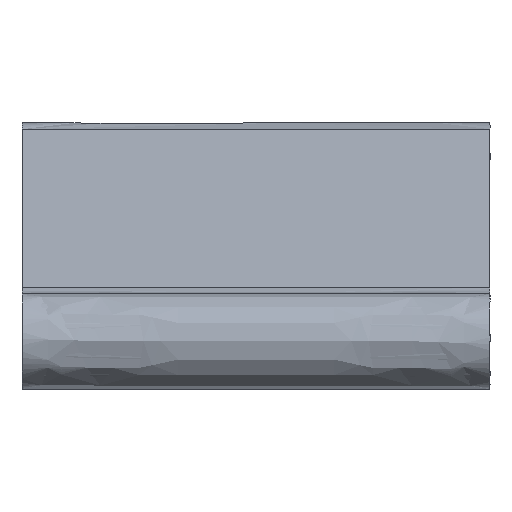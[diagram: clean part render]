
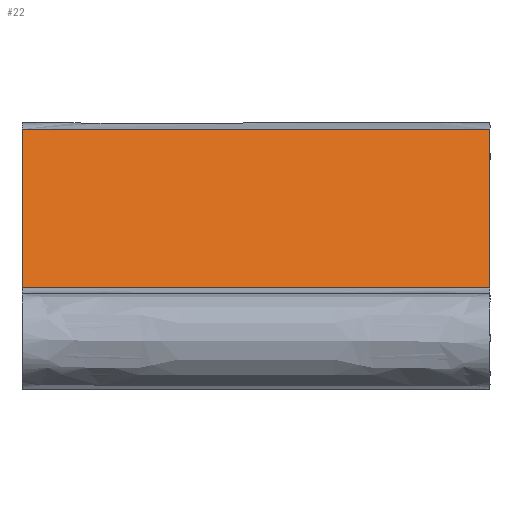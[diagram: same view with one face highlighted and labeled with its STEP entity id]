
A CAD part, front view. The second image highlights one B-rep face of the part: STEP entity #22.
In plain terms, the highlighted free-form (B-spline) face has degree [2, 3] with [3, 4] control points.
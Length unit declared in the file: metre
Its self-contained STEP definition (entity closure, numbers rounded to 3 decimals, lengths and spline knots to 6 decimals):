
#22=ADVANCED_FACE('',(#68),#576,.T.);
#68=FACE_OUTER_BOUND('',#114,.T.);
#114=EDGE_LOOP('',(#181,#182,#183,#184));
#181=ORIENTED_EDGE('',*,*,#355,.T.);
#182=ORIENTED_EDGE('',*,*,#356,.T.);
#183=ORIENTED_EDGE('',*,*,#352,.F.);
#184=ORIENTED_EDGE('',*,*,#354,.T.);
#352=EDGE_CURVE('',#531,#532,#444,.T.);
#354=EDGE_CURVE('',#531,#533,#446,.T.);
#355=EDGE_CURVE('',#533,#534,#447,.T.);
#356=EDGE_CURVE('',#534,#532,#448,.T.);
#444=(
BOUNDED_CURVE()
B_SPLINE_CURVE(3,(#1269,#1270,#1271,#1272),.UNSPECIFIED.,.F.,.F.)
B_SPLINE_CURVE_WITH_KNOTS((4,4),(0.,254.000026),.UNSPECIFIED.)
CURVE()
GEOMETRIC_REPRESENTATION_ITEM()
RATIONAL_B_SPLINE_CURVE((1.,1.,1.,1.))
REPRESENTATION_ITEM('')
);
#446=(
BOUNDED_CURVE()
B_SPLINE_CURVE(2,(#1278,#1279,#1280),.UNSPECIFIED.,.F.,.F.)
B_SPLINE_CURVE_WITH_KNOTS((3,3),(2135.449093,2244.438404),
 .UNSPECIFIED.)
CURVE()
GEOMETRIC_REPRESENTATION_ITEM()
RATIONAL_B_SPLINE_CURVE((1.,1.,1.))
REPRESENTATION_ITEM('')
);
#447=(
BOUNDED_CURVE()
B_SPLINE_CURVE(3,(#1281,#1282,#1283,#1284),.UNSPECIFIED.,.F.,.F.)
B_SPLINE_CURVE_WITH_KNOTS((4,4),(0.,254.000026),.UNSPECIFIED.)
CURVE()
GEOMETRIC_REPRESENTATION_ITEM()
RATIONAL_B_SPLINE_CURVE((1.,1.,1.,1.))
REPRESENTATION_ITEM('')
);
#448=(
BOUNDED_CURVE()
B_SPLINE_CURVE(2,(#1285,#1286,#1287),.UNSPECIFIED.,.F.,.F.)
B_SPLINE_CURVE_WITH_KNOTS((3,3),(-2244.438404,-2135.449093),
 .UNSPECIFIED.)
CURVE()
GEOMETRIC_REPRESENTATION_ITEM()
RATIONAL_B_SPLINE_CURVE((1.,1.,1.))
REPRESENTATION_ITEM('')
);
#531=VERTEX_POINT('',#1183);
#532=VERTEX_POINT('',#1184);
#533=VERTEX_POINT('',#1185);
#534=VERTEX_POINT('',#1186);
#576=(
BOUNDED_SURFACE()
B_SPLINE_SURFACE(2,3,((#713,#714,#715,#716),(#717,#718,#719,#720),(#721,
#722,#723,#724)),.UNSPECIFIED.,.F.,.F.,.F.)
B_SPLINE_SURFACE_WITH_KNOTS((3,3),(4,4),(2117.525595,2289.191051),
(0.,254.000026),.UNSPECIFIED.)
GEOMETRIC_REPRESENTATION_ITEM()
RATIONAL_B_SPLINE_SURFACE(((1.,1.,1.,1.),(1.,1.,1.,1.),(1.,1.,1.,1.)))
REPRESENTATION_ITEM('')
SURFACE()
);
#713=CARTESIAN_POINT('',(-116.000026,188.821941,90.048118));
#714=CARTESIAN_POINT('',(-31.333351,188.821941,90.048118));
#715=CARTESIAN_POINT('',(53.333325,188.821941,90.048118));
#716=CARTESIAN_POINT('',(138.,188.821941,90.048118));
#717=CARTESIAN_POINT('',(-116.000026,114.488619,47.131754));
#718=CARTESIAN_POINT('',(-31.333351,114.488619,47.131754));
#719=CARTESIAN_POINT('',(53.333325,114.488619,47.131754));
#720=CARTESIAN_POINT('',(138.,114.488619,47.131754));
#721=CARTESIAN_POINT('',(-116.000026,40.155296,4.21539));
#722=CARTESIAN_POINT('',(-31.333351,40.155296,4.21539));
#723=CARTESIAN_POINT('',(53.333325,40.155296,4.21539));
#724=CARTESIAN_POINT('',(138.,40.155296,4.21539));
#1183=CARTESIAN_POINT('',(-116.000026,188.821941,90.048118));
#1184=CARTESIAN_POINT('',(138.,188.821941,90.048118));
#1185=CARTESIAN_POINT('',(-116.000026,40.155296,4.21539));
#1186=CARTESIAN_POINT('',(138.,40.155296,4.21539));
#1269=CARTESIAN_POINT('',(-116.000026,188.821941,90.048118));
#1270=CARTESIAN_POINT('',(-31.333351,188.821941,90.048118));
#1271=CARTESIAN_POINT('',(53.333325,188.821941,90.048118));
#1272=CARTESIAN_POINT('',(138.,188.821941,90.048118));
#1278=CARTESIAN_POINT('',(-116.000026,188.821941,90.048118));
#1279=CARTESIAN_POINT('',(-116.000026,114.488619,47.131754));
#1280=CARTESIAN_POINT('',(-116.000026,40.155296,4.21539));
#1281=CARTESIAN_POINT('',(-116.000026,40.155296,4.21539));
#1282=CARTESIAN_POINT('',(-31.333351,40.155296,4.21539));
#1283=CARTESIAN_POINT('',(53.333325,40.155296,4.21539));
#1284=CARTESIAN_POINT('',(138.,40.155296,4.21539));
#1285=CARTESIAN_POINT('',(138.,40.155296,4.21539));
#1286=CARTESIAN_POINT('',(138.,114.488619,47.131754));
#1287=CARTESIAN_POINT('',(138.,188.821941,90.048118));
